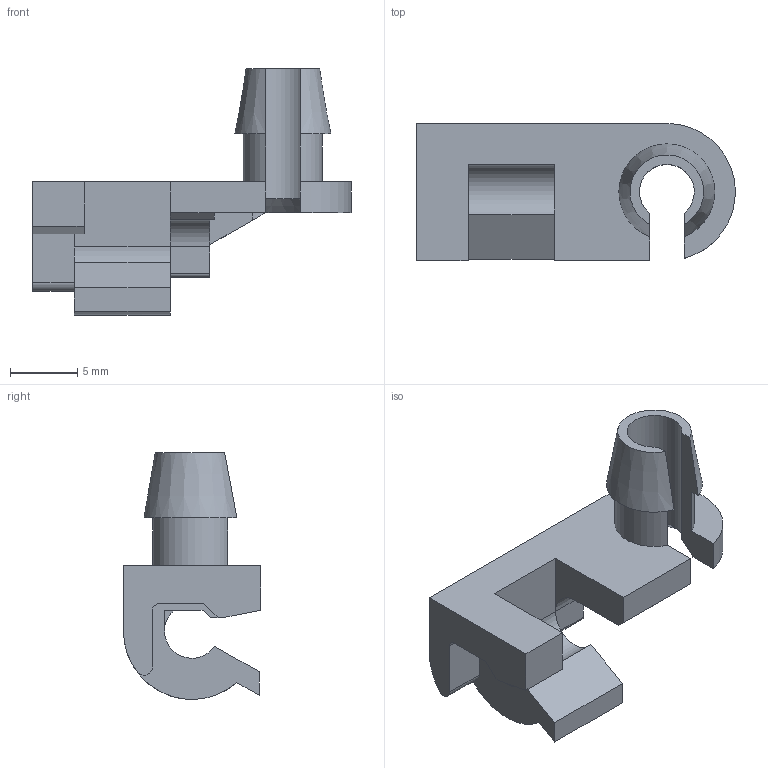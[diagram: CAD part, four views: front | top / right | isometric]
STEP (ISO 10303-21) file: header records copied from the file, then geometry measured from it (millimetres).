
FILE_DESCRIPTION((''),'2;1');
FILE_NAME('16377-1.stp','2013-12-02T10:08:07',('fredp'),(''),'Autodesk Inventor 2013','Autodesk Inventor 2013','');
FILE_SCHEMA(('AUTOMOTIVE_DESIGN { 1 0 10303 214 1 1 1 1 }'));
Length unit declared in the file: inch
Products named in the file (1): 16377-1
Bounding box: 23.62 x 10.16 x 18.29 mm (x, y, z)
Volume: 876 mm3; surface area: 1128.4 mm2
Topology: 1 solids, 1 shells, 47 faces, 128 edges, 83 vertices
Faces by surface type: plane 34, cylinder 11, cone 2
Entity records: 1499 total; most frequent: CARTESIAN_POINT 267, ORIENTED_EDGE 256, DIRECTION 249, EDGE_CURVE 128, VECTOR 95, LINE 95, VERTEX_POINT 83, AXIS2_PLACEMENT_3D 77
